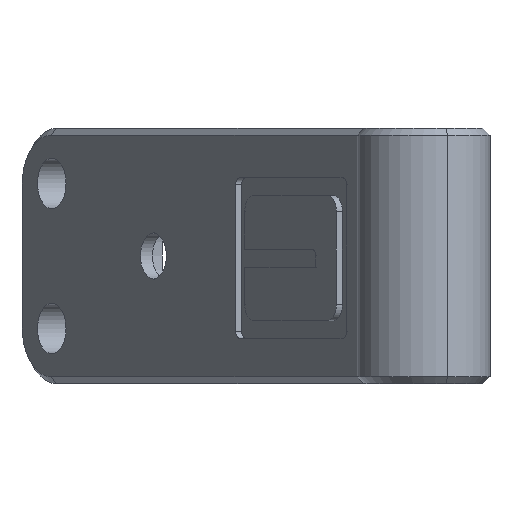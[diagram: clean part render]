
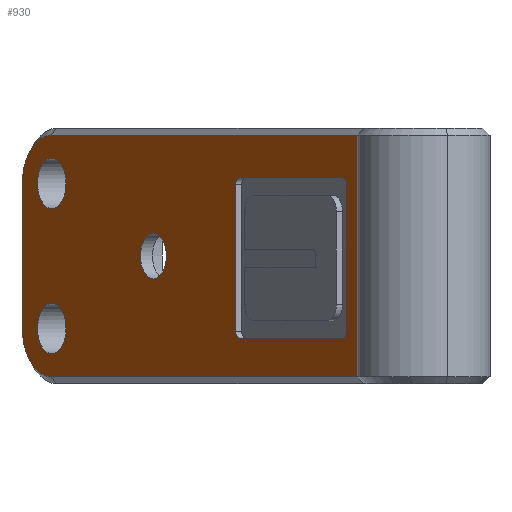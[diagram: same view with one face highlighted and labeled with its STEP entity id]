
A CAD part, left-side view. The second image highlights one B-rep face of the part: STEP entity #930.
In plain terms, the highlighted planar face has unit normal (-0.561, 0.828, 0).
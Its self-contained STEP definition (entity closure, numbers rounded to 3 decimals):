
#26=FACE_BOUND('',#182,.T.);
#27=FACE_BOUND('',#183,.T.);
#28=FACE_BOUND('',#184,.T.);
#29=FACE_BOUND('',#185,.T.);
#46=CIRCLE('',#1001,0.462);
#48=CIRCLE('',#1005,0.462);
#50=CIRCLE('',#1009,0.458);
#52=CIRCLE('',#1013,0.458);
#54=CIRCLE('',#1018,3.5);
#55=CIRCLE('',#1019,3.5);
#56=CIRCLE('',#1020,1.588);
#57=CIRCLE('',#1021,1.75);
#58=CIRCLE('',#1022,1.75);
#125=FACE_OUTER_BOUND('',#181,.T.);
#181=EDGE_LOOP('',(#719,#720,#721,#722,#723,#724));
#182=EDGE_LOOP('',(#725));
#183=EDGE_LOOP('',(#726));
#184=EDGE_LOOP('',(#727));
#185=EDGE_LOOP('',(#728,#729,#730,#731,#732,#733,#734,#735));
#255=LINE('',#1464,#341);
#259=LINE('',#1476,#345);
#263=LINE('',#1488,#349);
#267=LINE('',#1499,#353);
#269=LINE('',#1505,#355);
#270=LINE('',#1507,#356);
#271=LINE('',#1509,#357);
#272=LINE('',#1513,#358);
#341=VECTOR('',#1167,10.);
#345=VECTOR('',#1179,10.);
#349=VECTOR('',#1191,10.);
#353=VECTOR('',#1203,10.);
#355=VECTOR('',#1209,10.);
#356=VECTOR('',#1210,10.);
#357=VECTOR('',#1211,10.);
#358=VECTOR('',#1214,10.);
#422=VERTEX_POINT('',#1454);
#423=VERTEX_POINT('',#1455);
#426=VERTEX_POINT('',#1463);
#428=VERTEX_POINT('',#1469);
#430=VERTEX_POINT('',#1475);
#432=VERTEX_POINT('',#1481);
#434=VERTEX_POINT('',#1487);
#436=VERTEX_POINT('',#1493);
#438=VERTEX_POINT('',#1503);
#439=VERTEX_POINT('',#1504);
#440=VERTEX_POINT('',#1506);
#441=VERTEX_POINT('',#1508);
#442=VERTEX_POINT('',#1510);
#443=VERTEX_POINT('',#1512);
#444=VERTEX_POINT('',#1515);
#445=VERTEX_POINT('',#1517);
#446=VERTEX_POINT('',#1519);
#519=EDGE_CURVE('',#422,#423,#46,.T.);
#523=EDGE_CURVE('',#426,#422,#255,.T.);
#526=EDGE_CURVE('',#428,#426,#48,.T.);
#529=EDGE_CURVE('',#430,#428,#259,.T.);
#532=EDGE_CURVE('',#432,#430,#50,.T.);
#535=EDGE_CURVE('',#434,#432,#263,.T.);
#538=EDGE_CURVE('',#436,#434,#52,.T.);
#541=EDGE_CURVE('',#423,#436,#267,.T.);
#543=EDGE_CURVE('',#438,#439,#269,.T.);
#544=EDGE_CURVE('',#440,#438,#270,.T.);
#545=EDGE_CURVE('',#441,#440,#271,.T.);
#546=EDGE_CURVE('',#442,#441,#54,.T.);
#547=EDGE_CURVE('',#443,#442,#272,.T.);
#548=EDGE_CURVE('',#439,#443,#55,.T.);
#549=EDGE_CURVE('',#444,#444,#56,.T.);
#550=EDGE_CURVE('',#445,#445,#57,.T.);
#551=EDGE_CURVE('',#446,#446,#58,.T.);
#719=ORIENTED_EDGE('',*,*,#543,.F.);
#720=ORIENTED_EDGE('',*,*,#544,.F.);
#721=ORIENTED_EDGE('',*,*,#545,.F.);
#722=ORIENTED_EDGE('',*,*,#546,.F.);
#723=ORIENTED_EDGE('',*,*,#547,.F.);
#724=ORIENTED_EDGE('',*,*,#548,.F.);
#725=ORIENTED_EDGE('',*,*,#549,.T.);
#726=ORIENTED_EDGE('',*,*,#550,.T.);
#727=ORIENTED_EDGE('',*,*,#551,.T.);
#728=ORIENTED_EDGE('',*,*,#519,.T.);
#729=ORIENTED_EDGE('',*,*,#541,.T.);
#730=ORIENTED_EDGE('',*,*,#538,.T.);
#731=ORIENTED_EDGE('',*,*,#535,.T.);
#732=ORIENTED_EDGE('',*,*,#532,.T.);
#733=ORIENTED_EDGE('',*,*,#529,.T.);
#734=ORIENTED_EDGE('',*,*,#526,.T.);
#735=ORIENTED_EDGE('',*,*,#523,.T.);
#895=PLANE('',#1017);
#930=ADVANCED_FACE('',(#125,#26,#27,#28,#29),#895,.T.);
#1001=AXIS2_PLACEMENT_3D('',#1456,#1159,#1160);
#1005=AXIS2_PLACEMENT_3D('',#1470,#1172,#1173);
#1009=AXIS2_PLACEMENT_3D('',#1482,#1184,#1185);
#1013=AXIS2_PLACEMENT_3D('',#1494,#1196,#1197);
#1017=AXIS2_PLACEMENT_3D('',#1502,#1207,#1208);
#1018=AXIS2_PLACEMENT_3D('',#1511,#1212,#1213);
#1019=AXIS2_PLACEMENT_3D('',#1514,#1215,#1216);
#1020=AXIS2_PLACEMENT_3D('',#1516,#1217,#1218);
#1021=AXIS2_PLACEMENT_3D('',#1518,#1219,#1220);
#1022=AXIS2_PLACEMENT_3D('',#1520,#1221,#1222);
#1159=DIRECTION('center_axis',(0.561,-0.828,0.));
#1160=DIRECTION('ref_axis',(-0.828,-0.561,0.));
#1167=DIRECTION('',(0.,0.,-1.));
#1172=DIRECTION('center_axis',(0.561,-0.828,0.));
#1173=DIRECTION('ref_axis',(-0.001,-0.001,
1.));
#1179=DIRECTION('',(-0.828,-0.561,0.));
#1184=DIRECTION('center_axis',(0.561,-0.828,0.));
#1185=DIRECTION('ref_axis',(0.828,0.561,0.001));
#1191=DIRECTION('',(0.,0.,1.));
#1196=DIRECTION('center_axis',(0.561,-0.828,0.));
#1197=DIRECTION('ref_axis',(0.001,0.001,-1.));
#1203=DIRECTION('',(0.828,0.561,0.));
#1207=DIRECTION('center_axis',(-0.561,0.828,0.));
#1208=DIRECTION('ref_axis',(-0.828,-0.561,0.));
#1209=DIRECTION('',(0.828,0.561,0.));
#1210=DIRECTION('',(0.,0.,-1.));
#1211=DIRECTION('',(-0.828,-0.561,0.));
#1212=DIRECTION('center_axis',(0.561,-0.828,0.));
#1213=DIRECTION('ref_axis',(0.585,0.397,0.707));
#1214=DIRECTION('',(0.,0.,1.));
#1215=DIRECTION('center_axis',(0.561,-0.828,0.));
#1216=DIRECTION('ref_axis',(0.585,0.397,-0.707));
#1217=DIRECTION('center_axis',(0.561,-0.828,0.));
#1218=DIRECTION('ref_axis',(0.,0.,
-1.));
#1219=DIRECTION('center_axis',(0.561,-0.828,0.));
#1220=DIRECTION('ref_axis',(-0.828,-0.561,0.));
#1221=DIRECTION('center_axis',(0.561,-0.828,0.));
#1222=DIRECTION('ref_axis',(-0.828,-0.561,0.));
#1454=CARTESIAN_POINT('',(12.039,17.662,3.749));
#1455=CARTESIAN_POINT('',(12.421,17.921,3.288));
#1456=CARTESIAN_POINT('Origin',(12.422,17.921,3.75));
#1463=CARTESIAN_POINT('',(12.039,17.662,13.874));
#1464=CARTESIAN_POINT('',(12.039,17.662,7.287));
#1469=CARTESIAN_POINT('',(12.421,17.921,14.335));
#1470=CARTESIAN_POINT('Origin',(12.422,17.921,13.873));
#1475=CARTESIAN_POINT('',(22.954,25.055,14.335));
#1476=CARTESIAN_POINT('',(30.263,30.006,14.335));
#1481=CARTESIAN_POINT('',(23.333,25.312,13.877));
#1482=CARTESIAN_POINT('Origin',(22.954,25.055,13.877));
#1487=CARTESIAN_POINT('',(23.333,25.312,3.746));
#1488=CARTESIAN_POINT('',(23.333,25.312,2.223));
#1493=CARTESIAN_POINT('',(22.954,25.055,3.288));
#1494=CARTESIAN_POINT('Origin',(22.954,25.055,3.746));
#1499=CARTESIAN_POINT('',(24.997,26.439,3.288));
#1502=CARTESIAN_POINT('Origin',(37.573,34.957,0.7));
#1503=CARTESIAN_POINT('',(10.963,16.933,0.646));
#1504=CARTESIAN_POINT('',(42.181,38.078,0.646));
#1505=CARTESIAN_POINT('',(31.802,31.048,0.646));
#1506=CARTESIAN_POINT('',(10.963,16.933,17.264));
#1507=CARTESIAN_POINT('',(10.963,16.933,0.7));
#1508=CARTESIAN_POINT('',(42.181,38.078,17.264));
#1509=CARTESIAN_POINT('',(31.802,31.048,17.264));
#1510=CARTESIAN_POINT('',(45.078,40.041,13.764));
#1511=CARTESIAN_POINT('Origin',(42.181,38.078,13.764));
#1512=CARTESIAN_POINT('',(45.078,40.041,4.146));
#1513=CARTESIAN_POINT('',(45.078,40.041,8.559));
#1514=CARTESIAN_POINT('Origin',(42.181,38.078,4.146));
#1515=CARTESIAN_POINT('',(31.707,30.984,10.542));
#1516=CARTESIAN_POINT('Origin',(31.707,30.984,8.955));
#1517=CARTESIAN_POINT('',(43.497,38.97,13.955));
#1518=CARTESIAN_POINT('Origin',(42.048,37.988,13.955));
#1519=CARTESIAN_POINT('',(43.497,38.97,3.955));
#1520=CARTESIAN_POINT('Origin',(42.048,37.988,3.955));
